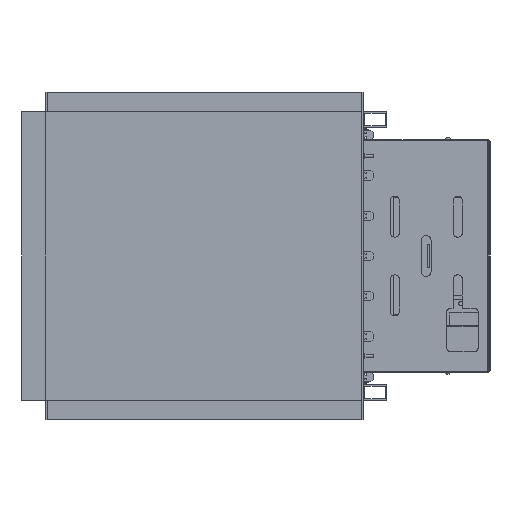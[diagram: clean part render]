
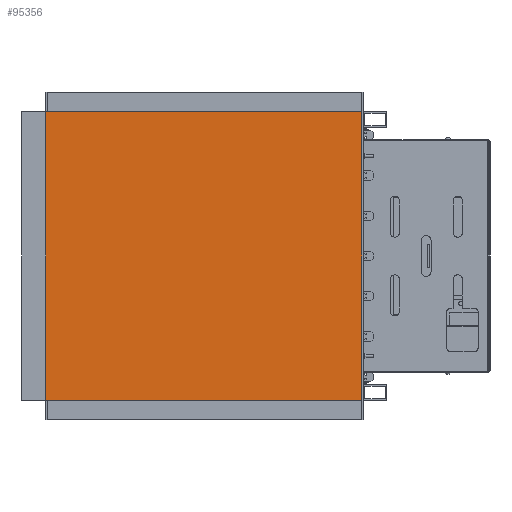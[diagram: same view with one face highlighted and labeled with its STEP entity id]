
A CAD part, left-side view. The second image highlights one B-rep face of the part: STEP entity #95356.
In plain terms, the highlighted face is planar.
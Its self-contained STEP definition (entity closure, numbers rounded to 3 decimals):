
#262 = FACE_OUTER_BOUND ( 'NONE', #68118, .T. ) ;
#839 = LINE ( 'NONE', #18781, #46173 ) ;
#2098 = EDGE_CURVE ( 'NONE', #90214, #7821, #32762, .T. ) ;
#7321 = CARTESIAN_POINT ( 'NONE',  ( -183.5, 201., 0. ) ) ;
#7821 = VERTEX_POINT ( 'NONE', #94477 ) ;
#7971 = DIRECTION ( 'NONE',  ( -1., 0., 0. ) ) ;
#11103 = VECTOR ( 'NONE', #25783, 1000. ) ;
#12743 = ORIENTED_EDGE ( 'NONE', *, *, #2098, .F. ) ;
#13300 = DIRECTION ( 'NONE',  ( 0., -1., 0. ) ) ;
#14955 = LINE ( 'NONE', #111756, #96622 ) ;
#17422 = VERTEX_POINT ( 'NONE', #56009 ) ;
#18781 = CARTESIAN_POINT ( 'NONE',  ( 183.5, 201., 0. ) ) ;
#21420 = CARTESIAN_POINT ( 'NONE',  ( 183.5, 201., 0. ) ) ;
#21902 = ORIENTED_EDGE ( 'NONE', *, *, #47470, .F. ) ;
#25783 = DIRECTION ( 'NONE',  ( 1., 0., 0. ) ) ;
#26257 = AXIS2_PLACEMENT_3D ( 'NONE', #70401, #60003, #34466 ) ;
#26659 = ORIENTED_EDGE ( 'NONE', *, *, #99882, .F. ) ;
#32762 = LINE ( 'NONE', #86646, #11103 ) ;
#32862 = CARTESIAN_POINT ( 'NONE',  ( -183.5, -201., 0. ) ) ;
#34466 = DIRECTION ( 'NONE',  ( 1., 0., 0. ) ) ;
#35048 = PLANE ( 'NONE',  #26257 ) ;
#42168 = DIRECTION ( 'NONE',  ( 0., 1., 0. ) ) ;
#46173 = VECTOR ( 'NONE', #42168, 1000. ) ;
#47470 = EDGE_CURVE ( 'NONE', #17422, #90214, #78036, .T. ) ;
#56009 = CARTESIAN_POINT ( 'NONE',  ( -183.5, 201., 0. ) ) ;
#56234 = ORIENTED_EDGE ( 'NONE', *, *, #108699, .F. ) ;
#60003 = DIRECTION ( 'NONE',  ( 0., 0., 1. ) ) ;
#68118 = EDGE_LOOP ( 'NONE', ( #26659, #12743, #21902, #56234 ) ) ;
#70401 = CARTESIAN_POINT ( 'NONE',  ( 0., 0., 0. ) ) ;
#74588 = VERTEX_POINT ( 'NONE', #21420 ) ;
#78036 = LINE ( 'NONE', #7321, #93303 ) ;
#86646 = CARTESIAN_POINT ( 'NONE',  ( -183.5, -201., 0. ) ) ;
#90214 = VERTEX_POINT ( 'NONE', #32862 ) ;
#93303 = VECTOR ( 'NONE', #13300, 1000. ) ;
#94477 = CARTESIAN_POINT ( 'NONE',  ( 183.5, -201., 0. ) ) ;
#95356 = ADVANCED_FACE ( 'NONE', ( #262 ), #35048, .F. ) ;
#96622 = VECTOR ( 'NONE', #7971, 1000. ) ;
#99882 = EDGE_CURVE ( 'NONE', #7821, #74588, #839, .T. ) ;
#108699 = EDGE_CURVE ( 'NONE', #74588, #17422, #14955, .T. ) ;
#111756 = CARTESIAN_POINT ( 'NONE',  ( -183.5, 201., 0. ) ) ;
